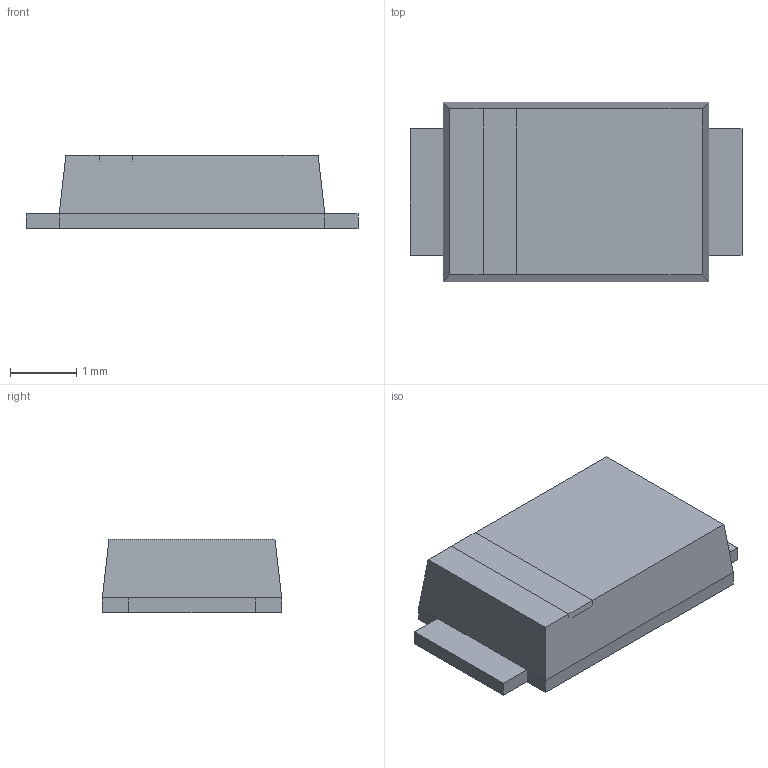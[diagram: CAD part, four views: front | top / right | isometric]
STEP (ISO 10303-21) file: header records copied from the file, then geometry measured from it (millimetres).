
FILE_DESCRIPTION((''),'2;1');
FILE_NAME('SODFL4725X110N.stp','2012-05-08T17:14:43',(''),(''),'Mechanical Desktop 2011','Mechanical Desktop 2011',', , ');
FILE_SCHEMA(('AUTOMOTIVE_DESIGN { 1 2 10303 214 1 1 1 1 }'));
Length unit declared in the file: millimetre
Products named in the file (1): Product
Bounding box: 5 x 2.7 x 1.1 mm (x, y, z)
Volume: 12 mm3; surface area: 69.9 mm2
Topology: 6 solids, 6 shells, 46 faces, 98 edges, 64 vertices
Faces by surface type: plane 27, bspline 19
Entity records: 1264 total; most frequent: CARTESIAN_POINT 266, ORIENTED_EDGE 196, DIRECTION 154, VECTOR 98, LINE 98, EDGE_CURVE 98, VERTEX_POINT 64, EDGE_LOOP 46
